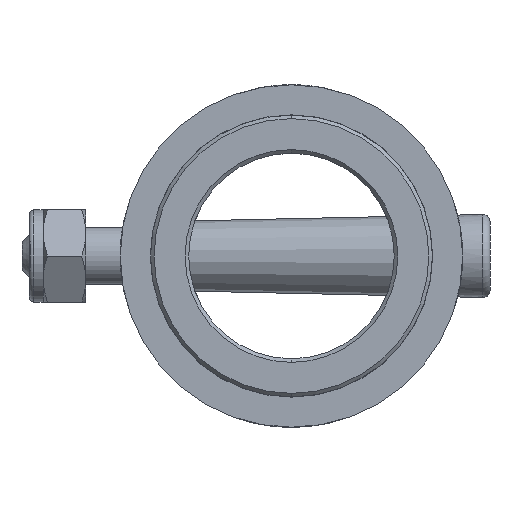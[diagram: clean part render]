
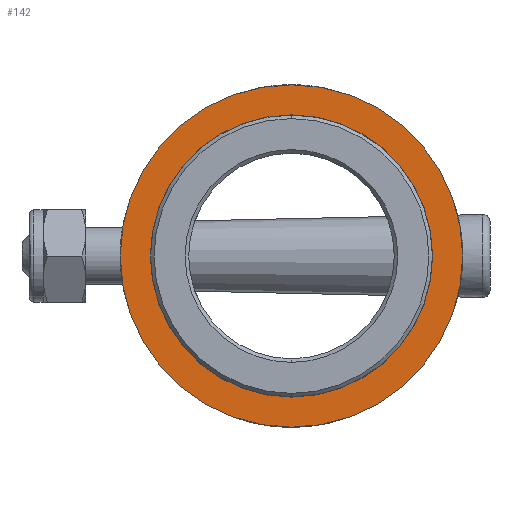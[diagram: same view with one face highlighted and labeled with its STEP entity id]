
A CAD part, front view. The second image highlights one B-rep face of the part: STEP entity #142.
In plain terms, the highlighted planar face has unit normal (0, -1, 0).
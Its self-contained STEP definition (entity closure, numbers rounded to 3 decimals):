
#59 = CARTESIAN_POINT ( 'NONE',  ( 0., 0., 0. ) ) ;
#142 = ADVANCED_FACE ( 'NONE', ( #1392, #2933 ), #2065, .F. ) ;
#146 = VERTEX_POINT ( 'NONE', #907 ) ;
#328 = DIRECTION ( 'NONE',  ( 0., 1., 0. ) ) ;
#545 = AXIS2_PLACEMENT_3D ( 'NONE', #2589, #1195, #3173 ) ;
#713 = EDGE_CURVE ( 'NONE', #3473, #1374, #2618, .T. ) ;
#720 = EDGE_LOOP ( 'NONE', ( #1431, #2323 ) ) ;
#887 = DIRECTION ( 'NONE',  ( 0., 0., 1. ) ) ;
#907 = CARTESIAN_POINT ( 'NONE',  ( 0., 0., 24.15 ) ) ;
#1099 = CIRCLE ( 'NONE', #1636, 24.15 ) ;
#1160 = AXIS2_PLACEMENT_3D ( 'NONE', #3002, #3567, #2752 ) ;
#1195 = DIRECTION ( 'NONE',  ( 0., 1., 0. ) ) ;
#1211 = CARTESIAN_POINT ( 'NONE',  ( 0., 0., 0. ) ) ;
#1239 = EDGE_CURVE ( 'NONE', #146, #3069, #2461, .T. ) ;
#1263 = AXIS2_PLACEMENT_3D ( 'NONE', #1211, #3468, #1507 ) ;
#1265 = AXIS2_PLACEMENT_3D ( 'NONE', #59, #328, #887 ) ;
#1374 = VERTEX_POINT ( 'NONE', #1486 ) ;
#1392 = FACE_OUTER_BOUND ( 'NONE', #720, .T. ) ;
#1431 = ORIENTED_EDGE ( 'NONE', *, *, #3437, .F. ) ;
#1468 = ORIENTED_EDGE ( 'NONE', *, *, #713, .T. ) ;
#1486 = CARTESIAN_POINT ( 'NONE',  ( 0., 0., 19.9 ) ) ;
#1496 = ORIENTED_EDGE ( 'NONE', *, *, #3556, .T. ) ;
#1507 = DIRECTION ( 'NONE',  ( 1., 0., 0. ) ) ;
#1636 = AXIS2_PLACEMENT_3D ( 'NONE', #2838, #1718, #3177 ) ;
#1718 = DIRECTION ( 'NONE',  ( 0., 1., 0. ) ) ;
#1955 = EDGE_LOOP ( 'NONE', ( #1468, #1496 ) ) ;
#1996 = CARTESIAN_POINT ( 'NONE',  ( 0., 0., -19.9 ) ) ;
#2065 = PLANE ( 'NONE',  #545 ) ;
#2231 = CARTESIAN_POINT ( 'NONE',  ( 0., 0., -24.15 ) ) ;
#2323 = ORIENTED_EDGE ( 'NONE', *, *, #1239, .F. ) ;
#2461 = CIRCLE ( 'NONE', #1265, 24.15 ) ;
#2589 = CARTESIAN_POINT ( 'NONE',  ( 0., 0., 0. ) ) ;
#2618 = CIRCLE ( 'NONE', #1160, 19.9 ) ;
#2752 = DIRECTION ( 'NONE',  ( 1., 0., 0. ) ) ;
#2838 = CARTESIAN_POINT ( 'NONE',  ( 0., 0., 0. ) ) ;
#2933 = FACE_BOUND ( 'NONE', #1955, .T. ) ;
#3002 = CARTESIAN_POINT ( 'NONE',  ( 0., 0., 0. ) ) ;
#3069 = VERTEX_POINT ( 'NONE', #2231 ) ;
#3075 = CIRCLE ( 'NONE', #1263, 19.9 ) ;
#3173 = DIRECTION ( 'NONE',  ( 0., 0., 1. ) ) ;
#3177 = DIRECTION ( 'NONE',  ( 0., 0., 1. ) ) ;
#3437 = EDGE_CURVE ( 'NONE', #3069, #146, #1099, .T. ) ;
#3468 = DIRECTION ( 'NONE',  ( 0., 1., 0. ) ) ;
#3473 = VERTEX_POINT ( 'NONE', #1996 ) ;
#3556 = EDGE_CURVE ( 'NONE', #1374, #3473, #3075, .T. ) ;
#3567 = DIRECTION ( 'NONE',  ( 0., 1., 0. ) ) ;
